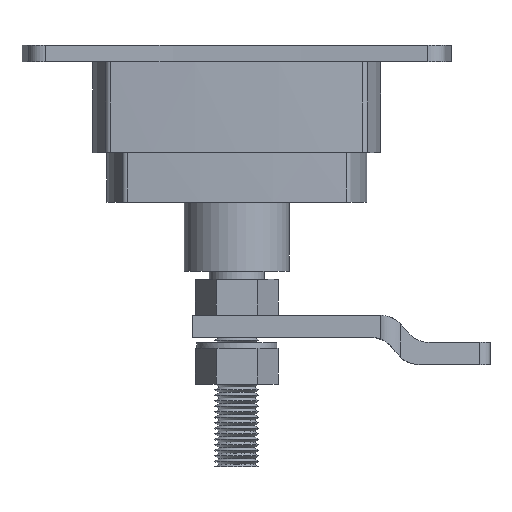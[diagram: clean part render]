
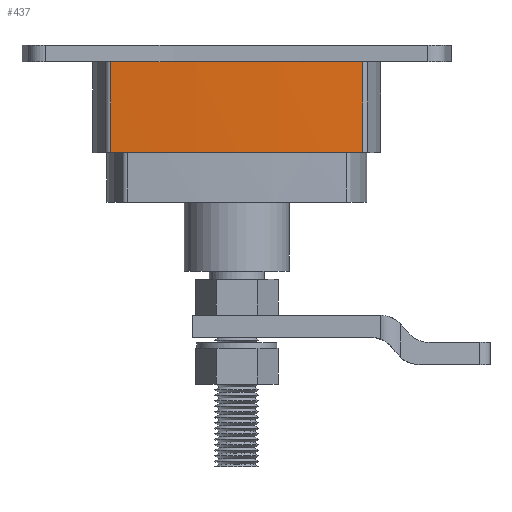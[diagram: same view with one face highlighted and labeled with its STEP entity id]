
A CAD part, top view. The second image highlights one B-rep face of the part: STEP entity #437.
In plain terms, the highlighted cylindrical face has radius 309.418 mm (diameter 618.836 mm), a partial arc.
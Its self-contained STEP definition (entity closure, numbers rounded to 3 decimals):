
#437 = ADVANCED_FACE( '', ( #938 ), #939, .T. );
#938 = FACE_OUTER_BOUND( '', #1494, .T. );
#939 = CYLINDRICAL_SURFACE( '', #1495, 309.418 );
#1494 = EDGE_LOOP( '', ( #2462, #2463, #2464, #2465, #2466 ) );
#1495 = AXIS2_PLACEMENT_3D( '', #2467, #2468, #2469 );
#2462 = ORIENTED_EDGE( '', *, *, #2973, .F. );
#2463 = ORIENTED_EDGE( '', *, *, #3086, .F. );
#2464 = ORIENTED_EDGE( '', *, *, #3255, .T. );
#2465 = ORIENTED_EDGE( '', *, *, #3025, .T. );
#2466 = ORIENTED_EDGE( '', *, *, #3052, .T. );
#2467 = CARTESIAN_POINT( '', ( -296.918, -16.5, 0. ) );
#2468 = DIRECTION( '', ( 0., -1., 0. ) );
#2469 = DIRECTION( '', ( 0., 0., 1. ) );
#2973 = EDGE_CURVE( '', #3477, #3479, #3480, .T. );
#3025 = EDGE_CURVE( '', #3570, #3568, #3571, .T. );
#3052 = EDGE_CURVE( '', #3568, #3479, #3609, .T. );
#3086 = EDGE_CURVE( '', #3660, #3477, #3662, .T. );
#3255 = EDGE_CURVE( '', #3660, #3570, #3902, .T. );
#3477 = VERTEX_POINT( '', #4163 );
#3479 = VERTEX_POINT( '', #4165 );
#3480 = CIRCLE( '', #4166, 309.418 );
#3568 = VERTEX_POINT( '', #4261 );
#3570 = VERTEX_POINT( '', #4263 );
#3571 = CIRCLE( '', #4264, 309.418 );
#3609 = LINE( '', #4313, #4314 );
#3660 = VERTEX_POINT( '', #4405 );
#3662 = LINE( '', #4407, #4408 );
#3902 = CIRCLE( '', #4719, 309.418 );
#4163 = CARTESIAN_POINT( '', ( 11.653, 0., 22.885 ) );
#4165 = CARTESIAN_POINT( '', ( 11.653, 0., -22.885 ) );
#4166 = AXIS2_PLACEMENT_3D( '', #4968, #4969, #4970 );
#4261 = CARTESIAN_POINT( '', ( 11.653, -16.5, -22.885 ) );
#4263 = CARTESIAN_POINT( '', ( 12.5, -16.5, 0. ) );
#4264 = AXIS2_PLACEMENT_3D( '', #5083, #5084, #5085 );
#4313 = CARTESIAN_POINT( '', ( 11.653, -16.5, -22.885 ) );
#4314 = VECTOR( '', #5118, 1000. );
#4405 = CARTESIAN_POINT( '', ( 11.653, -16.5, 22.885 ) );
#4407 = CARTESIAN_POINT( '', ( 11.653, -16.5, 22.885 ) );
#4408 = VECTOR( '', #5161, 1000. );
#4719 = AXIS2_PLACEMENT_3D( '', #5372, #5373, #5374 );
#4968 = CARTESIAN_POINT( '', ( -296.918, 0., 0. ) );
#4969 = DIRECTION( '', ( 0., 1., 0. ) );
#4970 = DIRECTION( '', ( 1., 0., 0. ) );
#5083 = CARTESIAN_POINT( '', ( -296.918, -16.5, 0. ) );
#5084 = DIRECTION( '', ( 0., 1., 0. ) );
#5085 = DIRECTION( '', ( 1., 0., 0. ) );
#5118 = DIRECTION( '', ( 0., 1., 0. ) );
#5161 = DIRECTION( '', ( 0., 1., 0. ) );
#5372 = CARTESIAN_POINT( '', ( -296.918, -16.5, 0. ) );
#5373 = DIRECTION( '', ( 0., 1., 0. ) );
#5374 = DIRECTION( '', ( 1., 0., 0. ) );
